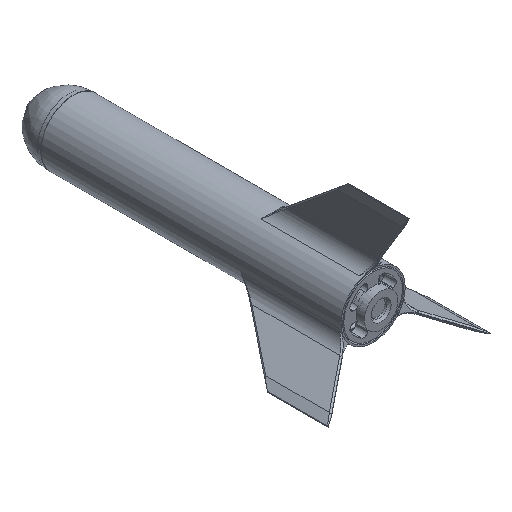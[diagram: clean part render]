
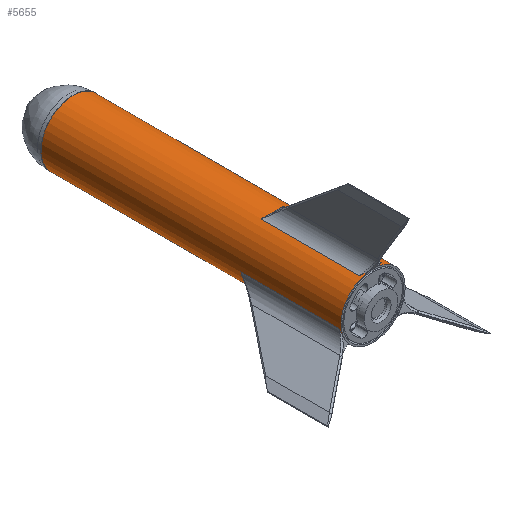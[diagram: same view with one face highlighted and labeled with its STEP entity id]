
A CAD part, isometric view. The second image highlights one B-rep face of the part: STEP entity #5655.
In plain terms, the highlighted cylindrical face has radius 40.1 mm (diameter 80.2 mm), a full revolution.
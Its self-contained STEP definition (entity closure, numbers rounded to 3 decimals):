
#486=LINE('',#8305,#794);
#794=VECTOR('',#6722,40.1);
#1102=CYLINDRICAL_SURFACE('',#6070,40.1);
#1269=FACE_OUTER_BOUND('',#1616,.T.);
#1616=EDGE_LOOP('',(#3777,#3778,#3779,#3780));
#1989=CIRCLE('',#6066,40.1);
#1992=CIRCLE('',#6071,40.1);
#2303=VERTEX_POINT('',#8294);
#2306=VERTEX_POINT('',#8303);
#2871=EDGE_CURVE('',#2303,#2303,#1989,.T.);
#2875=EDGE_CURVE('',#2306,#2306,#1992,.T.);
#2876=EDGE_CURVE('',#2306,#2303,#486,.T.);
#3777=ORIENTED_EDGE('',*,*,#2875,.F.);
#3778=ORIENTED_EDGE('',*,*,#2876,.T.);
#3779=ORIENTED_EDGE('',*,*,#2871,.F.);
#3780=ORIENTED_EDGE('',*,*,#2876,.F.);
#5655=ADVANCED_FACE('',(#1269),#1102,.T.);
#6066=AXIS2_PLACEMENT_3D('',#8295,#6709,#6710);
#6070=AXIS2_PLACEMENT_3D('',#8302,#6718,#6719);
#6071=AXIS2_PLACEMENT_3D('',#8304,#6720,#6721);
#6709=DIRECTION('center_axis',(0.,-1.,0.));
#6710=DIRECTION('ref_axis',(1.,0.,0.));
#6718=DIRECTION('center_axis',(0.,1.,0.));
#6719=DIRECTION('ref_axis',(1.,0.,0.));
#6720=DIRECTION('center_axis',(0.,1.,0.));
#6721=DIRECTION('ref_axis',(1.,0.,0.));
#6722=DIRECTION('',(0.,-1.,0.));
#8294=CARTESIAN_POINT('',(-40.1,-187.5,0.));
#8295=CARTESIAN_POINT('Origin',(0.,-187.5,0.));
#8302=CARTESIAN_POINT('Origin',(0.,0.,0.));
#8303=CARTESIAN_POINT('',(-40.1,187.5,0.));
#8304=CARTESIAN_POINT('Origin',(0.,187.5,0.));
#8305=CARTESIAN_POINT('',(-40.1,0.,0.));
